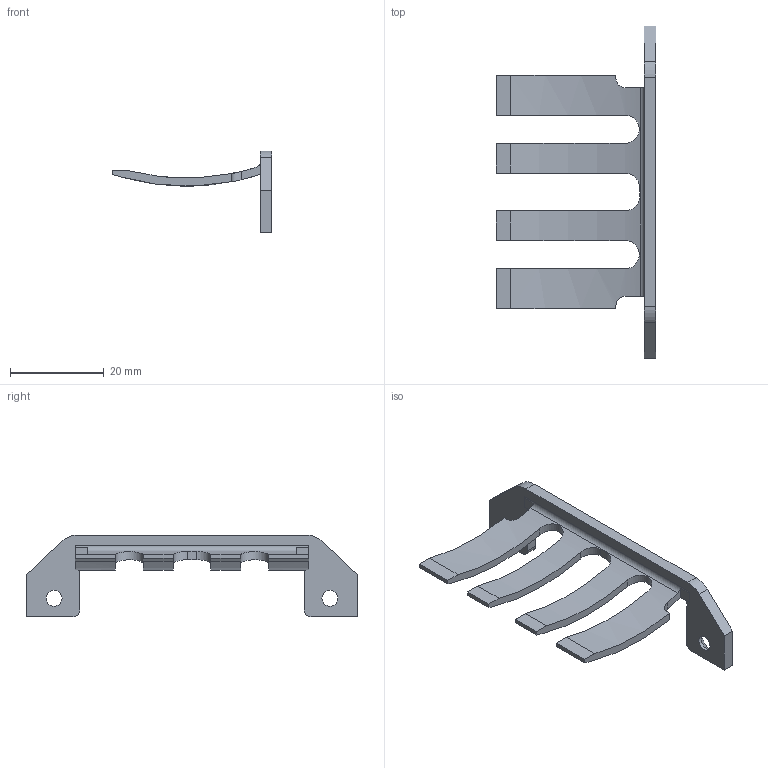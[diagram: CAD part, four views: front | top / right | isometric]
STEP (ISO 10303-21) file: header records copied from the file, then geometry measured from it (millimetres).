
FILE_DESCRIPTION(('FreeCAD Model'),'2;1');
FILE_NAME('Open CASCADE Shape Model','2024-04-20T10:11:31',(''),(''), 'Open CASCADE STEP processor 7.6','FreeCAD','Unknown');
FILE_SCHEMA(('AUTOMOTIVE_DESIGN { 1 0 10303 214 1 1 1 1 }'));
Length unit declared in the file: millimetre
Products named in the file (1): Battery_holder_top
Bounding box: 34.2 x 71 x 17.5 mm (x, y, z)
Volume: 2931.7 mm3; surface area: 3919.7 mm2
Topology: 1 solids, 1 shells, 60 faces, 176 edges, 118 vertices
Faces by surface type: plane 41, cylinder 17, cone 2
Full cylindrical faces by diameter (mm): 3.4 x2
Entity records: 4910 total; most frequent: CARTESIAN_POINT 1439, DIRECTION 630, LINE 398, VECTOR 398, ORIENTED_EDGE 352, PCURVE 352, DEFINITIONAL_REPRESENTATION 352, EDGE_CURVE 176
